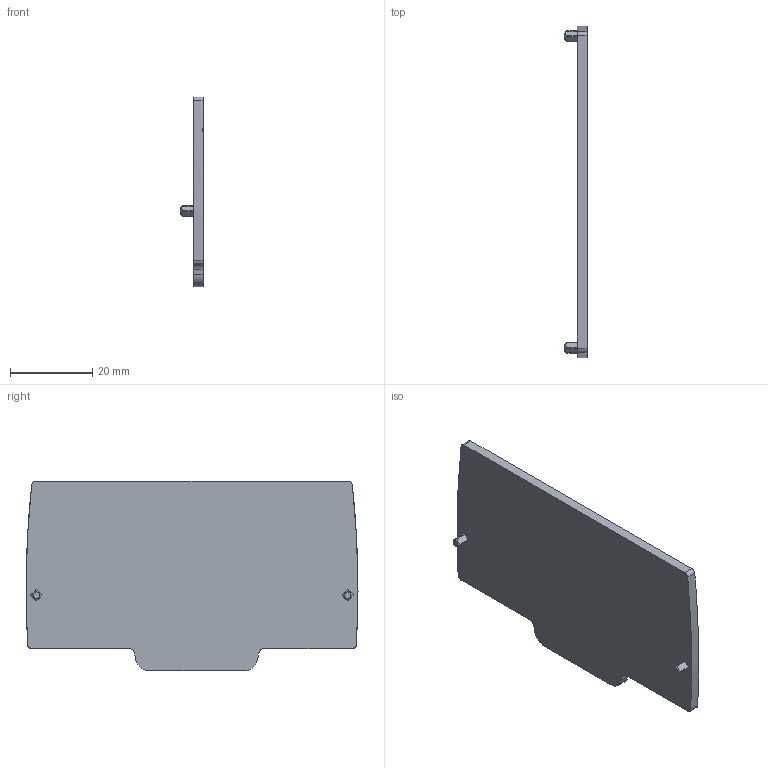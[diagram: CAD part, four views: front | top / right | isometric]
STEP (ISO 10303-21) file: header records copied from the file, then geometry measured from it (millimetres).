
FILE_DESCRIPTION(('CATIA V5R24 STEP','CAx-IF Rec.Pracs.--- Model Styling and Organization---1.2---2011-12-15'),'2;1');
FILE_NAME ('9575355_2', '2017-07-31T06:25:11+00:00', ('Weidmueller Interface'), ('Weidmueller'), 'CATIA Version 5-6 Release 2014 SP4 HF52', 'CATIA V5 STEP AP214', 'none');
FILE_SCHEMA(('AUTOMOTIVE_DESIGN { 1 0 10303 214 1 1 1 1 }'));
Length unit declared in the file: millimetre
Products named in the file (1): 2429020000_AEP_AP21
Bounding box: 5.4 x 80.65 x 46.09 mm (x, y, z)
Volume: 8191.4 mm3; surface area: 7466.1 mm2
Topology: 1 solids, 1 shells, 60 faces, 168 edges, 112 vertices
Faces by surface type: plane 30, cylinder 26, cone 4
Entity records: 2045 total; most frequent: CARTESIAN_POINT 461, ORIENTED_EDGE 336, DIRECTION 260, EDGE_CURVE 168, VERTEX_POINT 112, AXIS2_PLACEMENT_3D 109, VECTOR 96, LINE 96
